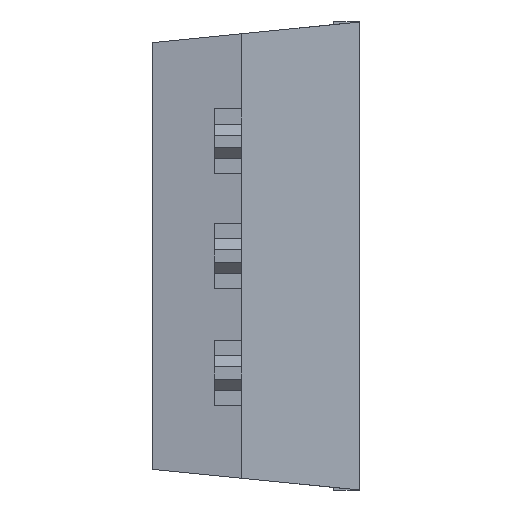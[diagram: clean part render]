
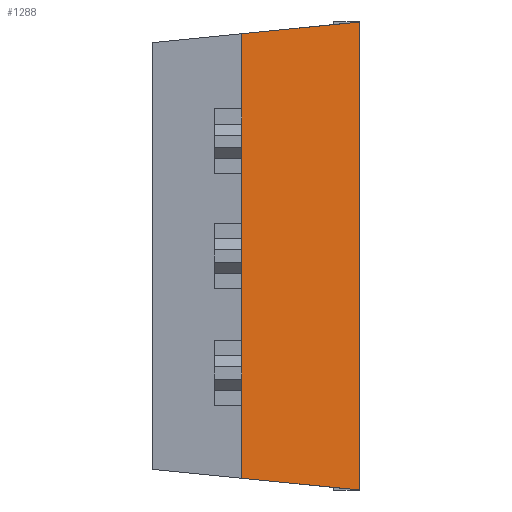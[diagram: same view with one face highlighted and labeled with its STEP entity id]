
A CAD part, front view. The second image highlights one B-rep face of the part: STEP entity #1288.
In plain terms, the highlighted planar face has unit normal (0.093, -0.996, 0).
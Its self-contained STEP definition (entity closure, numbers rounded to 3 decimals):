
#3 = ORIENTED_EDGE ( 'NONE', *, *, #1708, .T. ) ;
#56 = DIRECTION ( 'NONE',  ( 0., 0., 1. ) ) ;
#81 = EDGE_CURVE ( 'NONE', #1872, #1554, #696, .T. ) ;
#168 = LINE ( 'NONE', #1751, #1604 ) ;
#240 = EDGE_CURVE ( 'NONE', #429, #1554, #1309, .T. ) ;
#367 = CARTESIAN_POINT ( 'NONE',  ( 4.5, 0.24, 10.2 ) ) ;
#429 = VERTEX_POINT ( 'NONE', #2343 ) ;
#485 = AXIS2_PLACEMENT_3D ( 'NONE', #1139, #1702, #1341 ) ;
#551 = ORIENTED_EDGE ( 'NONE', *, *, #1401, .T. ) ;
#601 = DIRECTION ( 'NONE',  ( -0.991, -0.093, -0.099 ) ) ;
#673 = VECTOR ( 'NONE', #820, 1000. ) ;
#696 = LINE ( 'NONE', #2251, #871 ) ;
#761 = DIRECTION ( 'NONE',  ( 0., 0., -1. ) ) ;
#820 = DIRECTION ( 'NONE',  ( -0.991, -0.093, 0.099 ) ) ;
#828 = VECTOR ( 'NONE', #56, 1000. ) ;
#871 = VECTOR ( 'NONE', #761, 1000. ) ;
#894 = ORIENTED_EDGE ( 'NONE', *, *, #81, .T. ) ;
#1027 = CARTESIAN_POINT ( 'NONE',  ( 4.5, 0.24, 0. ) ) ;
#1139 = CARTESIAN_POINT ( 'NONE',  ( 0.017, -0.18, 10.2 ) ) ;
#1288 = ADVANCED_FACE ( 'NONE', ( #2345 ), #2089, .T. ) ;
#1309 = LINE ( 'NONE', #1027, #673 ) ;
#1341 = DIRECTION ( 'NONE',  ( 0.996, 0.093, 0. ) ) ;
#1401 = EDGE_CURVE ( 'NONE', #429, #1564, #1643, .T. ) ;
#1437 = CARTESIAN_POINT ( 'NONE',  ( 1.94, 0., 9.944 ) ) ;
#1554 = VERTEX_POINT ( 'NONE', #2034 ) ;
#1564 = VERTEX_POINT ( 'NONE', #367 ) ;
#1574 = CARTESIAN_POINT ( 'NONE',  ( 4.5, 0.24, 10.2 ) ) ;
#1604 = VECTOR ( 'NONE', #601, 1000. ) ;
#1642 = ORIENTED_EDGE ( 'NONE', *, *, #240, .F. ) ;
#1643 = LINE ( 'NONE', #1574, #828 ) ;
#1702 = DIRECTION ( 'NONE',  ( 0.093, -0.996, 0. ) ) ;
#1708 = EDGE_CURVE ( 'NONE', #1564, #1872, #168, .T. ) ;
#1751 = CARTESIAN_POINT ( 'NONE',  ( 4.5, 0.24, 10.2 ) ) ;
#1872 = VERTEX_POINT ( 'NONE', #1437 ) ;
#1982 = EDGE_LOOP ( 'NONE', ( #551, #3, #894, #1642 ) ) ;
#2034 = CARTESIAN_POINT ( 'NONE',  ( 1.94, 0., 0.256 ) ) ;
#2089 = PLANE ( 'NONE',  #485 ) ;
#2251 = CARTESIAN_POINT ( 'NONE',  ( 1.94, 0., 10.2 ) ) ;
#2343 = CARTESIAN_POINT ( 'NONE',  ( 4.5, 0.24, 0. ) ) ;
#2345 = FACE_OUTER_BOUND ( 'NONE', #1982, .T. ) ;
